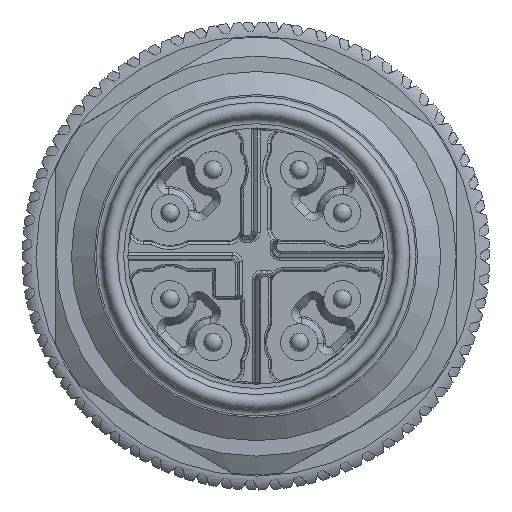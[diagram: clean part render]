
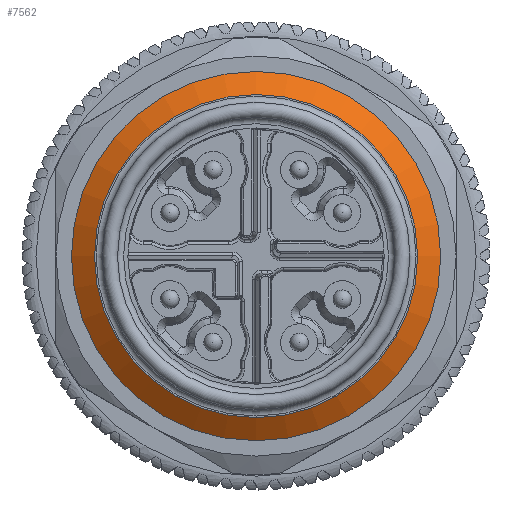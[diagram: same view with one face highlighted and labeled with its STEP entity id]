
A CAD part, left-side view. The second image highlights one B-rep face of the part: STEP entity #7562.
In plain terms, the highlighted conical face has half-angle 55 degrees and reference radius 5.25 mm.
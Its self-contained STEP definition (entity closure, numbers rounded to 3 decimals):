
#3329=CONICAL_SURFACE('',#22337,5.25,55.);
#6260=FACE_BOUND('',#9746,.T.);
#6261=FACE_BOUND('',#9747,.T.);
#6735=CIRCLE('',#22333,5.25);
#6737=CIRCLE('',#22336,6.);
#7562=ADVANCED_FACE('',(#6260,#6261),#3329,.T.);
#9746=EDGE_LOOP('',(#11951));
#9747=EDGE_LOOP('',(#11952));
#11951=ORIENTED_EDGE('',*,*,#18861,.T.);
#11952=ORIENTED_EDGE('',*,*,#18859,.F.);
#16819=VERTEX_POINT('',#31634);
#16821=VERTEX_POINT('',#31639);
#18859=EDGE_CURVE('',#16819,#16819,#6735,.T.);
#18861=EDGE_CURVE('',#16821,#16821,#6737,.T.);
#22333=AXIS2_PLACEMENT_3D('',#31633,#25024,#25025);
#22336=AXIS2_PLACEMENT_3D('',#31638,#25030,#25031);
#22337=AXIS2_PLACEMENT_3D('',#31640,#25032,#25033);
#25024=DIRECTION('',(-1.,0.,0.));
#25025=DIRECTION('',(0.,1.,0.));
#25030=DIRECTION('',(-1.,0.,0.));
#25031=DIRECTION('',(0.,-1.,0.));
#25032=DIRECTION('',(1.,0.,0.));
#25033=DIRECTION('',(0.,-1.,0.));
#31633=CARTESIAN_POINT('',(7.022,-0.003,-0.003));
#31634=CARTESIAN_POINT('',(7.022,5.247,-0.003));
#31638=CARTESIAN_POINT('',(7.548,-0.003,-0.003));
#31639=CARTESIAN_POINT('',(7.548,-6.003,-0.003));
#31640=CARTESIAN_POINT('',(7.022,-0.003,-0.003));
